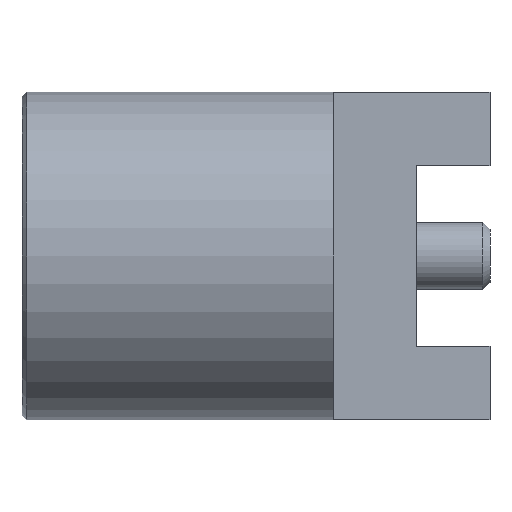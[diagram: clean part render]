
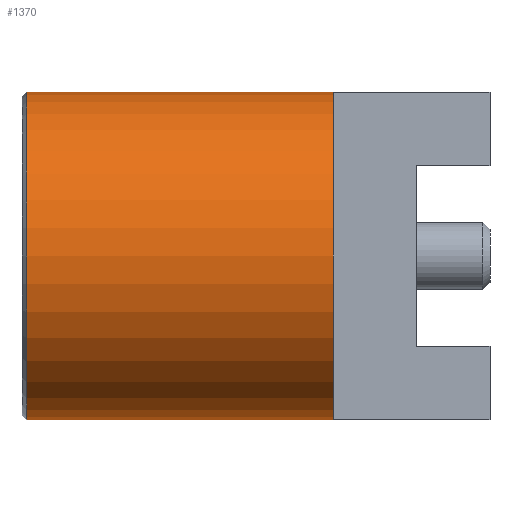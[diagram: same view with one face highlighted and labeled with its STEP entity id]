
A CAD part, front view. The second image highlights one B-rep face of the part: STEP entity #1370.
In plain terms, the highlighted cylindrical face has radius 1.753 mm (diameter 3.505 mm), a partial arc.
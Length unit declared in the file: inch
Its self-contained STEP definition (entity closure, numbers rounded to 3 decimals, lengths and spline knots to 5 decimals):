
#29 = VERTEX_POINT ( 'NONE', #1906 ) ;
#58 = VERTEX_POINT ( 'NONE', #1307 ) ;
#91 = CARTESIAN_POINT ( 'NONE',  ( 0.131, 0., 0. ) ) ;
#119 = CARTESIAN_POINT ( 'NONE',  ( 0.131, 0., 0. ) ) ;
#150 = VECTOR ( 'NONE', #1251, 39.37008 ) ;
#155 = CARTESIAN_POINT ( 'NONE',  ( 0.48, 0., 0. ) ) ;
#159 = VERTEX_POINT ( 'NONE', #737 ) ;
#174 = DIRECTION ( 'NONE',  ( -1., 0., 0. ) ) ;
#221 = CIRCLE ( 'NONE', #1444, 0.069 ) ;
#222 = CARTESIAN_POINT ( 'NONE',  ( 0.002, 0., 0. ) ) ;
#263 = CARTESIAN_POINT ( 'NONE',  ( 0.48, 0., 0.069 ) ) ;
#267 = DIRECTION ( 'NONE',  ( 1., 0., 0. ) ) ;
#316 = VERTEX_POINT ( 'NONE', #1231 ) ;
#448 = CYLINDRICAL_SURFACE ( 'NONE', #801, 0.069 ) ;
#462 = ORIENTED_EDGE ( 'NONE', *, *, #1152, .F. ) ;
#492 = EDGE_CURVE ( 'NONE', #644, #316, #221, .T. ) ;
#537 = CARTESIAN_POINT ( 'NONE',  ( 0.131, -0.069, 0. ) ) ;
#644 = VERTEX_POINT ( 'NONE', #537 ) ;
#648 = AXIS2_PLACEMENT_3D ( 'NONE', #91, #267, #845 ) ;
#653 = VECTOR ( 'NONE', #1610, 39.37008 ) ;
#676 = CARTESIAN_POINT ( 'NONE',  ( 0.48, 0., -0.069 ) ) ;
#737 = CARTESIAN_POINT ( 'NONE',  ( 0.002, 0., 0.069 ) ) ;
#778 = AXIS2_PLACEMENT_3D ( 'NONE', #222, #819, #1417 ) ;
#801 = AXIS2_PLACEMENT_3D ( 'NONE', #155, #174, #1187 ) ;
#819 = DIRECTION ( 'NONE',  ( 1., 0., 0. ) ) ;
#839 = EDGE_CURVE ( 'NONE', #29, #159, #1174, .T. ) ;
#845 = DIRECTION ( 'NONE',  ( 0., 0., 1. ) ) ;
#847 = DIRECTION ( 'NONE',  ( 0., 0., 1. ) ) ;
#1029 = ORIENTED_EDGE ( 'NONE', *, *, #1299, .F. ) ;
#1067 = EDGE_CURVE ( 'NONE', #159, #58, #1592, .T. ) ;
#1152 = EDGE_CURVE ( 'NONE', #316, #58, #1385, .T. ) ;
#1174 = LINE ( 'NONE', #263, #653 ) ;
#1187 = DIRECTION ( 'NONE',  ( 0., 0., 1. ) ) ;
#1231 = CARTESIAN_POINT ( 'NONE',  ( 0.131, 0., -0.069 ) ) ;
#1251 = DIRECTION ( 'NONE',  ( -1., 0., 0. ) ) ;
#1299 = EDGE_CURVE ( 'NONE', #29, #644, #1679, .T. ) ;
#1307 = CARTESIAN_POINT ( 'NONE',  ( 0.002, 0., -0.069 ) ) ;
#1336 = FACE_OUTER_BOUND ( 'NONE', #1396, .T. ) ;
#1370 = ADVANCED_FACE ( 'NONE', ( #1336 ), #448, .T. ) ;
#1385 = LINE ( 'NONE', #676, #150 ) ;
#1396 = EDGE_LOOP ( 'NONE', ( #462, #1608, #1029, #1832, #1605 ) ) ;
#1417 = DIRECTION ( 'NONE',  ( 0., 0., -1. ) ) ;
#1444 = AXIS2_PLACEMENT_3D ( 'NONE', #119, #1589, #847 ) ;
#1589 = DIRECTION ( 'NONE',  ( 1., 0., 0. ) ) ;
#1592 = CIRCLE ( 'NONE', #778, 0.069 ) ;
#1605 = ORIENTED_EDGE ( 'NONE', *, *, #1067, .T. ) ;
#1608 = ORIENTED_EDGE ( 'NONE', *, *, #492, .F. ) ;
#1610 = DIRECTION ( 'NONE',  ( -1., 0., 0. ) ) ;
#1679 = CIRCLE ( 'NONE', #648, 0.069 ) ;
#1832 = ORIENTED_EDGE ( 'NONE', *, *, #839, .T. ) ;
#1906 = CARTESIAN_POINT ( 'NONE',  ( 0.131, 0., 0.069 ) ) ;
